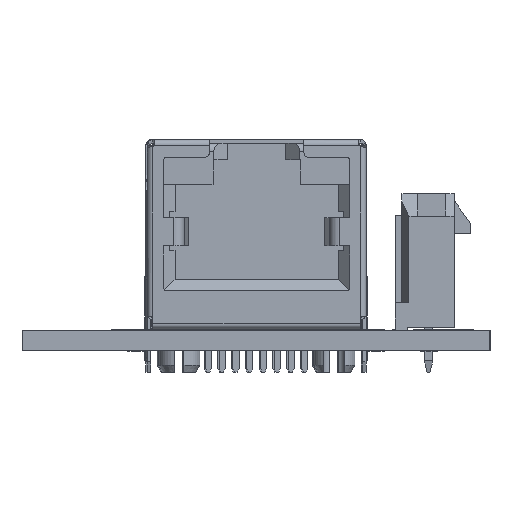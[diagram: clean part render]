
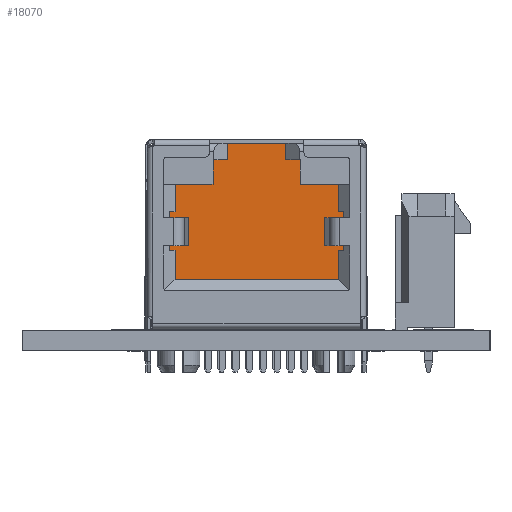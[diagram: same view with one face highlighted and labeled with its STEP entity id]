
A CAD part, left-side view. The second image highlights one B-rep face of the part: STEP entity #18070.
In plain terms, the highlighted face is planar.
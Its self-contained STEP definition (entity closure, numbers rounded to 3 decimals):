
#16209 = VERTEX_POINT('',#16210);
#16210 = CARTESIAN_POINT('',(-2.144,13.72,-2.155));
#16216 = EDGE_CURVE('',#16217,#16209,#16219,.T.);
#16217 = VERTEX_POINT('',#16218);
#16218 = CARTESIAN_POINT('',(2.144,13.72,-2.155));
#16219 = LINE('',#16220,#16221);
#16220 = CARTESIAN_POINT('',(0.,13.72,-2.155));
#16221 = VECTOR('',#16222,1.);
#16222 = DIRECTION('',(-1.,0.,0.));
#18070 = ADVANCED_FACE('',(#18071),#18224,.T.);
#18071 = FACE_BOUND('',#18072,.T.);
#18072 = EDGE_LOOP('',(#18073,#18074,#18082,#18090,#18098,#18106,#18114,
    #18122,#18130,#18138,#18146,#18154,#18162,#18170,#18178,#18186,
    #18194,#18202,#18210,#18218));
#18073 = ORIENTED_EDGE('',*,*,#16216,.T.);
#18074 = ORIENTED_EDGE('',*,*,#18075,.T.);
#18075 = EDGE_CURVE('',#16209,#18076,#18078,.T.);
#18076 = VERTEX_POINT('',#18077);
#18077 = CARTESIAN_POINT('',(-2.144,12.489,-2.155));
#18078 = LINE('',#18079,#18080);
#18079 = CARTESIAN_POINT('',(-2.144,12.489,-2.155));
#18080 = VECTOR('',#18081,1.);
#18081 = DIRECTION('',(-0.,-1.,-0.));
#18082 = ORIENTED_EDGE('',*,*,#18083,.T.);
#18083 = EDGE_CURVE('',#18076,#18084,#18086,.T.);
#18084 = VERTEX_POINT('',#18085);
#18085 = CARTESIAN_POINT('',(-3.218,12.489,-2.155));
#18086 = LINE('',#18087,#18088);
#18087 = CARTESIAN_POINT('',(-3.218,12.489,-2.155));
#18088 = VECTOR('',#18089,1.);
#18089 = DIRECTION('',(-1.,-0.,-0.));
#18090 = ORIENTED_EDGE('',*,*,#18091,.T.);
#18091 = EDGE_CURVE('',#18084,#18092,#18094,.T.);
#18092 = VERTEX_POINT('',#18093);
#18093 = CARTESIAN_POINT('',(-3.218,10.682,-2.155));
#18094 = LINE('',#18095,#18096);
#18095 = CARTESIAN_POINT('',(-3.218,10.682,-2.155));
#18096 = VECTOR('',#18097,1.);
#18097 = DIRECTION('',(-0.,-1.,-0.));
#18098 = ORIENTED_EDGE('',*,*,#18099,.T.);
#18099 = EDGE_CURVE('',#18092,#18100,#18102,.T.);
#18100 = VERTEX_POINT('',#18101);
#18101 = CARTESIAN_POINT('',(-6.015,10.682,-2.155));
#18102 = LINE('',#18103,#18104);
#18103 = CARTESIAN_POINT('',(-6.015,10.682,-2.155));
#18104 = VECTOR('',#18105,1.);
#18105 = DIRECTION('',(-1.,-0.,-0.));
#18106 = ORIENTED_EDGE('',*,*,#18107,.T.);
#18107 = EDGE_CURVE('',#18100,#18108,#18110,.T.);
#18108 = VERTEX_POINT('',#18109);
#18109 = CARTESIAN_POINT('',(-6.015,8.642,-2.155));
#18110 = LINE('',#18111,#18112);
#18111 = CARTESIAN_POINT('',(-6.015,8.642,-2.155));
#18112 = VECTOR('',#18113,1.);
#18113 = DIRECTION('',(-0.,-1.,-0.));
#18114 = ORIENTED_EDGE('',*,*,#18115,.T.);
#18115 = EDGE_CURVE('',#18108,#18116,#18118,.T.);
#18116 = VERTEX_POINT('',#18117);
#18117 = CARTESIAN_POINT('',(-6.419,8.642,-2.155));
#18118 = LINE('',#18119,#18120);
#18119 = CARTESIAN_POINT('',(-6.419,8.642,-2.155));
#18120 = VECTOR('',#18121,1.);
#18121 = DIRECTION('',(-1.,-0.,-0.));
#18122 = ORIENTED_EDGE('',*,*,#18123,.T.);
#18123 = EDGE_CURVE('',#18116,#18124,#18126,.T.);
#18124 = VERTEX_POINT('',#18125);
#18125 = CARTESIAN_POINT('',(-6.419,5.834,-2.155));
#18126 = LINE('',#18127,#18128);
#18127 = CARTESIAN_POINT('',(-6.419,5.834,-2.155));
#18128 = VECTOR('',#18129,1.);
#18129 = DIRECTION('',(-0.,-1.,-0.));
#18130 = ORIENTED_EDGE('',*,*,#18131,.T.);
#18131 = EDGE_CURVE('',#18124,#18132,#18134,.T.);
#18132 = VERTEX_POINT('',#18133);
#18133 = CARTESIAN_POINT('',(-6.015,5.834,-2.155));
#18134 = LINE('',#18135,#18136);
#18135 = CARTESIAN_POINT('',(-6.015,5.834,-2.155));
#18136 = VECTOR('',#18137,1.);
#18137 = DIRECTION('',(1.,-0.,-0.));
#18138 = ORIENTED_EDGE('',*,*,#18139,.T.);
#18139 = EDGE_CURVE('',#18132,#18140,#18142,.T.);
#18140 = VERTEX_POINT('',#18141);
#18141 = CARTESIAN_POINT('',(-6.015,3.679,-2.155));
#18142 = LINE('',#18143,#18144);
#18143 = CARTESIAN_POINT('',(-6.015,3.679,-2.155));
#18144 = VECTOR('',#18145,1.);
#18145 = DIRECTION('',(-0.,-1.,-0.));
#18146 = ORIENTED_EDGE('',*,*,#18147,.T.);
#18147 = EDGE_CURVE('',#18140,#18148,#18150,.T.);
#18148 = VERTEX_POINT('',#18149);
#18149 = CARTESIAN_POINT('',(6.015,3.679,-2.155));
#18150 = LINE('',#18151,#18152);
#18151 = CARTESIAN_POINT('',(6.015,3.679,-2.155));
#18152 = VECTOR('',#18153,1.);
#18153 = DIRECTION('',(1.,0.,-0.));
#18154 = ORIENTED_EDGE('',*,*,#18155,.T.);
#18155 = EDGE_CURVE('',#18148,#18156,#18158,.T.);
#18156 = VERTEX_POINT('',#18157);
#18157 = CARTESIAN_POINT('',(6.015,5.834,-2.155));
#18158 = LINE('',#18159,#18160);
#18159 = CARTESIAN_POINT('',(6.015,3.679,-2.155));
#18160 = VECTOR('',#18161,1.);
#18161 = DIRECTION('',(0.,1.,0.));
#18162 = ORIENTED_EDGE('',*,*,#18163,.T.);
#18163 = EDGE_CURVE('',#18156,#18164,#18166,.T.);
#18164 = VERTEX_POINT('',#18165);
#18165 = CARTESIAN_POINT('',(6.419,5.834,-2.155));
#18166 = LINE('',#18167,#18168);
#18167 = CARTESIAN_POINT('',(6.015,5.834,-2.155));
#18168 = VECTOR('',#18169,1.);
#18169 = DIRECTION('',(1.,0.,0.));
#18170 = ORIENTED_EDGE('',*,*,#18171,.T.);
#18171 = EDGE_CURVE('',#18164,#18172,#18174,.T.);
#18172 = VERTEX_POINT('',#18173);
#18173 = CARTESIAN_POINT('',(6.419,8.642,-2.155));
#18174 = LINE('',#18175,#18176);
#18175 = CARTESIAN_POINT('',(6.419,5.834,-2.155));
#18176 = VECTOR('',#18177,1.);
#18177 = DIRECTION('',(0.,1.,0.));
#18178 = ORIENTED_EDGE('',*,*,#18179,.T.);
#18179 = EDGE_CURVE('',#18172,#18180,#18182,.T.);
#18180 = VERTEX_POINT('',#18181);
#18181 = CARTESIAN_POINT('',(6.015,8.642,-2.155));
#18182 = LINE('',#18183,#18184);
#18183 = CARTESIAN_POINT('',(6.419,8.642,-2.155));
#18184 = VECTOR('',#18185,1.);
#18185 = DIRECTION('',(-1.,0.,0.));
#18186 = ORIENTED_EDGE('',*,*,#18187,.T.);
#18187 = EDGE_CURVE('',#18180,#18188,#18190,.T.);
#18188 = VERTEX_POINT('',#18189);
#18189 = CARTESIAN_POINT('',(6.015,10.682,-2.155));
#18190 = LINE('',#18191,#18192);
#18191 = CARTESIAN_POINT('',(6.015,8.642,-2.155));
#18192 = VECTOR('',#18193,1.);
#18193 = DIRECTION('',(0.,1.,0.));
#18194 = ORIENTED_EDGE('',*,*,#18195,.T.);
#18195 = EDGE_CURVE('',#18188,#18196,#18198,.T.);
#18196 = VERTEX_POINT('',#18197);
#18197 = CARTESIAN_POINT('',(3.218,10.682,-2.155));
#18198 = LINE('',#18199,#18200);
#18199 = CARTESIAN_POINT('',(6.015,10.682,-2.155));
#18200 = VECTOR('',#18201,1.);
#18201 = DIRECTION('',(-1.,0.,0.));
#18202 = ORIENTED_EDGE('',*,*,#18203,.T.);
#18203 = EDGE_CURVE('',#18196,#18204,#18206,.T.);
#18204 = VERTEX_POINT('',#18205);
#18205 = CARTESIAN_POINT('',(3.218,12.489,-2.155));
#18206 = LINE('',#18207,#18208);
#18207 = CARTESIAN_POINT('',(3.218,10.682,-2.155));
#18208 = VECTOR('',#18209,1.);
#18209 = DIRECTION('',(0.,1.,0.));
#18210 = ORIENTED_EDGE('',*,*,#18211,.T.);
#18211 = EDGE_CURVE('',#18204,#18212,#18214,.T.);
#18212 = VERTEX_POINT('',#18213);
#18213 = CARTESIAN_POINT('',(2.144,12.489,-2.155));
#18214 = LINE('',#18215,#18216);
#18215 = CARTESIAN_POINT('',(3.218,12.489,-2.155));
#18216 = VECTOR('',#18217,1.);
#18217 = DIRECTION('',(-1.,0.,0.));
#18218 = ORIENTED_EDGE('',*,*,#18219,.T.);
#18219 = EDGE_CURVE('',#18212,#16217,#18220,.T.);
#18220 = LINE('',#18221,#18222);
#18221 = CARTESIAN_POINT('',(2.144,12.489,-2.155));
#18222 = VECTOR('',#18223,1.);
#18223 = DIRECTION('',(0.,1.,0.));
#18224 = PLANE('',#18225);
#18225 = AXIS2_PLACEMENT_3D('',#18226,#18227,#18228);
#18226 = CARTESIAN_POINT('',(0.,0.,-2.155));
#18227 = DIRECTION('',(0.,-0.,1.));
#18228 = DIRECTION('',(1.,0.,0.));
